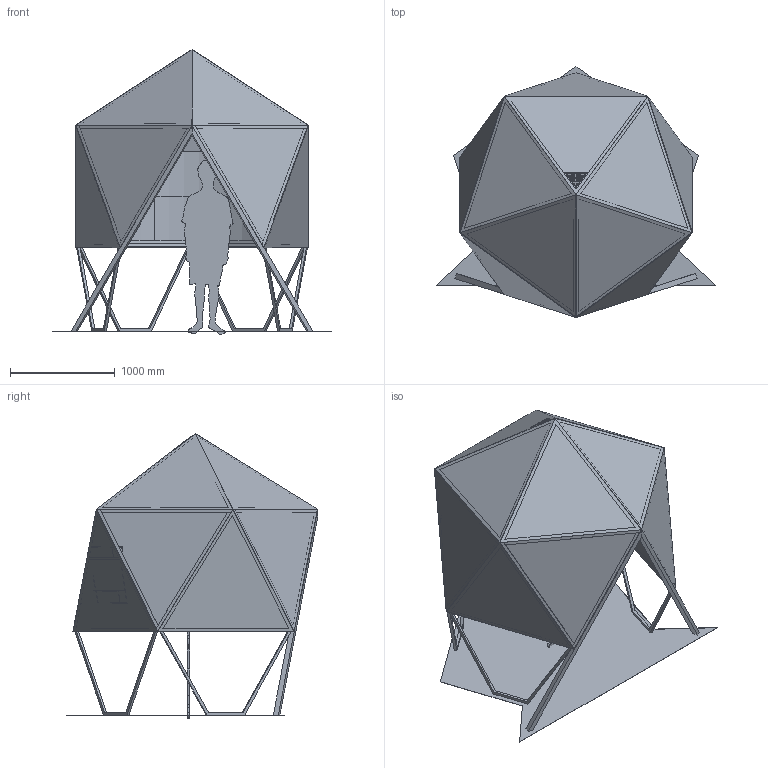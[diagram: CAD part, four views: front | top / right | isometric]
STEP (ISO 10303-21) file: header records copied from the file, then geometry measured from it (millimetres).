
FILE_DESCRIPTION(/* description */ (''),/* implementation_level */ '2;1');
FILE_NAME(/* name */ '2786d018-8385-4df2-84d6-7f28f263339e.stp',/* time_stamp */ '2022-12-06T12:23:42Z',/* author */ (''),/* organization */ (''),/* preprocessor_version */ 'ST-DEVELOPER v19.2',/* originating_system */ 'Autodesk Translation Framework v11.17.0.187',/* authorisation */ '');
FILE_SCHEMA (('AUTOMOTIVE_DESIGN { 1 0 10303 214 3 1 1 }'));
Products named in the file (13): icosahedron kantig dome; Huv; gubbe; Part39; Monitor G5; samsung G5; kantlist; PETfilt; ben zick zack; Luftsluss; Fäste bildskärmar; entrelist; Matta
Assembly tree (17 placements, depth 3):
  icosahedron kantig dome
    Huv
    gubbe
      Part39
    Monitor G5
      samsung G5  x6
    kantlist
    PETfilt
    ben zick zack
    Luftsluss
    Fäste bildskärmar
    entrelist
    Matta
Bounding box: 2676.32 x 2401.09 x 2723.91 mm (x, y, z)
Volume: 626680988.6 mm3; surface area: 69086903.6 mm2
Topology: 94 solids, 95 shells, 2287 faces, 6221 edges, 4137 vertices
Faces by surface type: plane 1598, cylinder 545, bspline 121, cone 23
Full cylindrical faces by diameter (mm): 2.3 x1, 3 x4, 3.6 x3, 6 x10, 7 x2
Entity records: 72547 total; most frequent: CARTESIAN_POINT 14645, ORIENTED_EDGE 12242, DIRECTION 11338, EDGE_CURVE 6121, LINE 4766, VECTOR 4766, VERTEX_POINT 4077, AXIS2_PLACEMENT_3D 3286
